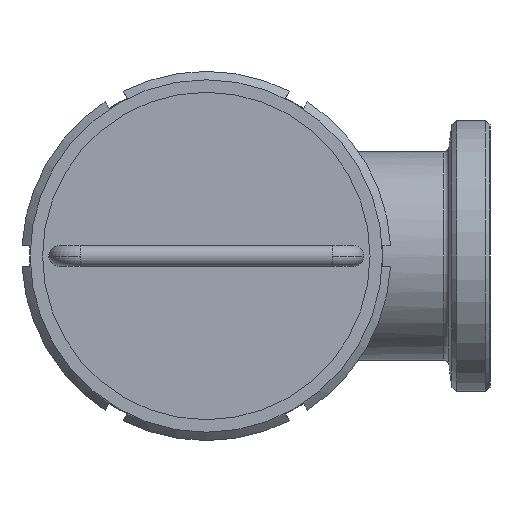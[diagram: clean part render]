
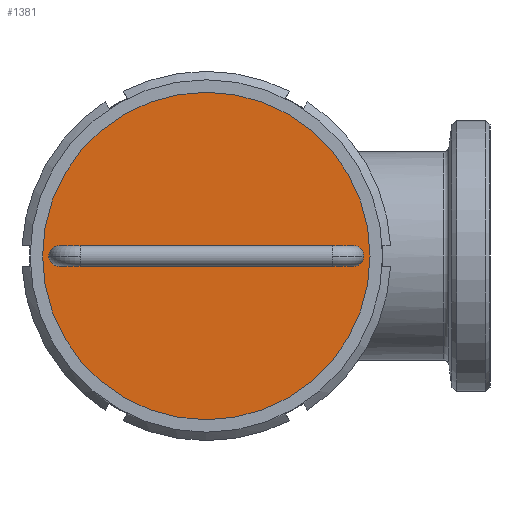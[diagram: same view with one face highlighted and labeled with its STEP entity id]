
A CAD part, left-side view. The second image highlights one B-rep face of the part: STEP entity #1381.
In plain terms, the highlighted planar face has unit normal (-1, 0, 0).
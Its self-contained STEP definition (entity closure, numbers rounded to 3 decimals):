
#272 = CARTESIAN_POINT ( 'NONE',  ( -366.9, 0., 0. ) ) ;
#349 = ORIENTED_EDGE ( 'NONE', *, *, #3018, .F. ) ;
#354 = CARTESIAN_POINT ( 'NONE',  ( -366.9, -70.5, 0. ) ) ;
#356 = CIRCLE ( 'NONE', #789, 5. ) ;
#357 = CARTESIAN_POINT ( 'NONE',  ( -366.9, 0., 0. ) ) ;
#389 = VERTEX_POINT ( 'NONE', #1346 ) ;
#400 = FACE_BOUND ( 'NONE', #2202, .T. ) ;
#549 = EDGE_CURVE ( 'NONE', #849, #2270, #2950, .T. ) ;
#558 = EDGE_LOOP ( 'NONE', ( #914, #3311 ) ) ;
#644 = DIRECTION ( 'NONE',  ( -1., 0., 0. ) ) ;
#698 = CARTESIAN_POINT ( 'NONE',  ( -366.9, -75.5, 0. ) ) ;
#701 = EDGE_CURVE ( 'NONE', #3079, #389, #2194, .T. ) ;
#789 = AXIS2_PLACEMENT_3D ( 'NONE', #1493, #2547, #2531 ) ;
#796 = CIRCLE ( 'NONE', #2052, 78.5 ) ;
#849 = VERTEX_POINT ( 'NONE', #1101 ) ;
#914 = ORIENTED_EDGE ( 'NONE', *, *, #3258, .F. ) ;
#918 = EDGE_LOOP ( 'NONE', ( #1666, #1537 ) ) ;
#1101 = CARTESIAN_POINT ( 'NONE',  ( -366.9, 78.5, 0. ) ) ;
#1120 = DIRECTION ( 'NONE',  ( 0., 1., 0. ) ) ;
#1217 = AXIS2_PLACEMENT_3D ( 'NONE', #2740, #2191, #2479 ) ;
#1346 = CARTESIAN_POINT ( 'NONE',  ( -366.9, 75.5, 0. ) ) ;
#1381 = ADVANCED_FACE ( 'NONE', ( #400, #1461, #2228 ), #1693, .F. ) ;
#1397 = DIRECTION ( 'NONE',  ( -1., 0., 0. ) ) ;
#1398 = DIRECTION ( 'NONE',  ( -1., 0., 0. ) ) ;
#1412 = VERTEX_POINT ( 'NONE', #2699 ) ;
#1461 = FACE_BOUND ( 'NONE', #558, .T. ) ;
#1484 = AXIS2_PLACEMENT_3D ( 'NONE', #3067, #3295, #1485 ) ;
#1485 = DIRECTION ( 'NONE',  ( 0., 1., 0. ) ) ;
#1493 = CARTESIAN_POINT ( 'NONE',  ( -366.9, 70.5, 0. ) ) ;
#1537 = ORIENTED_EDGE ( 'NONE', *, *, #549, .T. ) ;
#1556 = AXIS2_PLACEMENT_3D ( 'NONE', #2232, #644, #3028 ) ;
#1666 = ORIENTED_EDGE ( 'NONE', *, *, #2136, .T. ) ;
#1693 = PLANE ( 'NONE',  #1217 ) ;
#1844 = DIRECTION ( 'NONE',  ( -1., 0., 0. ) ) ;
#1946 = CIRCLE ( 'NONE', #3363, 5. ) ;
#1976 = VERTEX_POINT ( 'NONE', #698 ) ;
#1987 = CARTESIAN_POINT ( 'NONE',  ( -366.9, 65.5, 0. ) ) ;
#2043 = ORIENTED_EDGE ( 'NONE', *, *, #2267, .F. ) ;
#2052 = AXIS2_PLACEMENT_3D ( 'NONE', #272, #1844, #3170 ) ;
#2136 = EDGE_CURVE ( 'NONE', #2270, #849, #796, .T. ) ;
#2159 = CIRCLE ( 'NONE', #1556, 5. ) ;
#2191 = DIRECTION ( 'NONE',  ( 1., 0., 0. ) ) ;
#2194 = CIRCLE ( 'NONE', #1484, 5. ) ;
#2202 = EDGE_LOOP ( 'NONE', ( #2043, #349 ) ) ;
#2228 = FACE_OUTER_BOUND ( 'NONE', #918, .T. ) ;
#2232 = CARTESIAN_POINT ( 'NONE',  ( -366.9, -70.5, 0. ) ) ;
#2267 = EDGE_CURVE ( 'NONE', #1976, #1412, #1946, .T. ) ;
#2270 = VERTEX_POINT ( 'NONE', #2672 ) ;
#2442 = DIRECTION ( 'NONE',  ( 0., -1., 0. ) ) ;
#2479 = DIRECTION ( 'NONE',  ( 0., 1., 0. ) ) ;
#2531 = DIRECTION ( 'NONE',  ( 0., 1., 0. ) ) ;
#2547 = DIRECTION ( 'NONE',  ( -1., 0., 0. ) ) ;
#2566 = AXIS2_PLACEMENT_3D ( 'NONE', #357, #1398, #2442 ) ;
#2672 = CARTESIAN_POINT ( 'NONE',  ( -366.9, -78.5, 0. ) ) ;
#2699 = CARTESIAN_POINT ( 'NONE',  ( -366.9, -65.5, 0. ) ) ;
#2740 = CARTESIAN_POINT ( 'NONE',  ( -366.9, 78.5, 0. ) ) ;
#2950 = CIRCLE ( 'NONE', #2566, 78.5 ) ;
#3018 = EDGE_CURVE ( 'NONE', #1412, #1976, #2159, .T. ) ;
#3028 = DIRECTION ( 'NONE',  ( 0., 1., 0. ) ) ;
#3067 = CARTESIAN_POINT ( 'NONE',  ( -366.9, 70.5, 0. ) ) ;
#3079 = VERTEX_POINT ( 'NONE', #1987 ) ;
#3170 = DIRECTION ( 'NONE',  ( 0., -1., 0. ) ) ;
#3258 = EDGE_CURVE ( 'NONE', #389, #3079, #356, .T. ) ;
#3295 = DIRECTION ( 'NONE',  ( -1., 0., 0. ) ) ;
#3311 = ORIENTED_EDGE ( 'NONE', *, *, #701, .F. ) ;
#3363 = AXIS2_PLACEMENT_3D ( 'NONE', #354, #1397, #1120 ) ;
